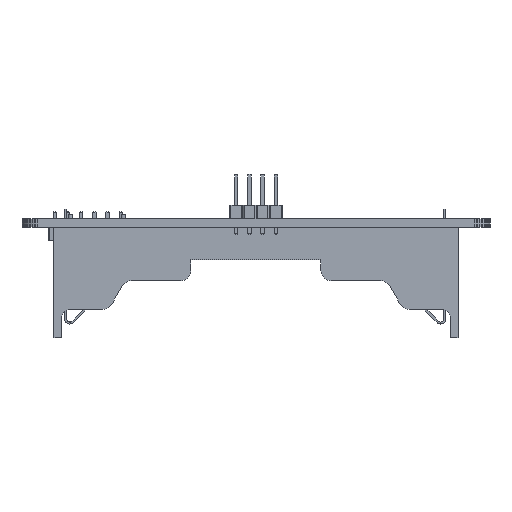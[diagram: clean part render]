
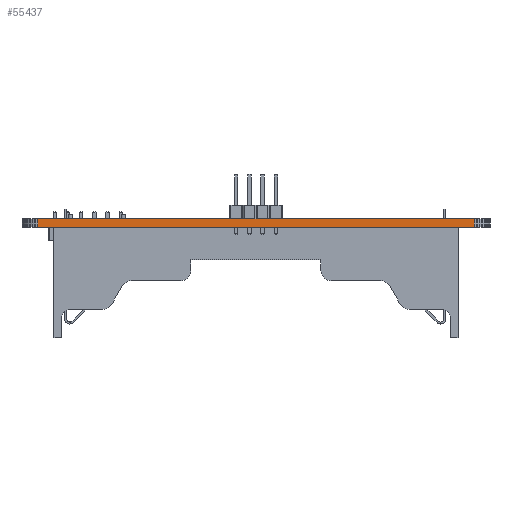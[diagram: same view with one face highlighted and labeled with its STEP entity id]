
A CAD part, front view. The second image highlights one B-rep face of the part: STEP entity #55437.
In plain terms, the highlighted planar face has unit normal (0, -1, 0).
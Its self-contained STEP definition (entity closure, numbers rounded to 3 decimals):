
#39528 = PLANE('',#39529);
#39529 = AXIS2_PLACEMENT_3D('',#39530,#39531,#39532);
#39530 = CARTESIAN_POINT('',(143.,-95.848,1.6));
#39531 = DIRECTION('',(-0.,-0.,-1.));
#39532 = DIRECTION('',(-1.,0.,0.));
#39582 = PLANE('',#39583);
#39583 = AXIS2_PLACEMENT_3D('',#39584,#39585,#39586);
#39584 = CARTESIAN_POINT('',(143.,-95.848,0.));
#39585 = DIRECTION('',(-0.,-0.,-1.));
#39586 = DIRECTION('',(-1.,0.,0.));
#40447 = VERTEX_POINT('',#40448);
#40448 = CARTESIAN_POINT('',(185.,-162.348,0.));
#40462 = PLANE('',#40463);
#40463 = AXIS2_PLACEMENT_3D('',#40464,#40465,#40466);
#40464 = CARTESIAN_POINT('',(185.336,-162.329,0.));
#40465 = DIRECTION('',(0.056,-0.998,0.));
#40466 = DIRECTION('',(-0.998,-0.056,0.));
#40474 = EDGE_CURVE('',#40447,#40475,#40477,.T.);
#40475 = VERTEX_POINT('',#40476);
#40476 = CARTESIAN_POINT('',(101.,-162.348,0.));
#40477 = SURFACE_CURVE('',#40478,(#40482,#40489),.PCURVE_S1.);
#40478 = LINE('',#40479,#40480);
#40479 = CARTESIAN_POINT('',(185.,-162.348,0.));
#40480 = VECTOR('',#40481,1.);
#40481 = DIRECTION('',(-1.,0.,0.));
#40482 = PCURVE('',#39582,#40483);
#40483 = DEFINITIONAL_REPRESENTATION('',(#40484),#40488);
#40484 = LINE('',#40485,#40486);
#40485 = CARTESIAN_POINT('',(-42.,-66.5));
#40486 = VECTOR('',#40487,1.);
#40487 = DIRECTION('',(1.,0.));
#40488 = ( GEOMETRIC_REPRESENTATION_CONTEXT(2) 
PARAMETRIC_REPRESENTATION_CONTEXT() REPRESENTATION_CONTEXT('2D SPACE',''
  ) );
#40489 = PCURVE('',#40490,#40495);
#40490 = PLANE('',#40491);
#40491 = AXIS2_PLACEMENT_3D('',#40492,#40493,#40494);
#40492 = CARTESIAN_POINT('',(185.,-162.348,0.));
#40493 = DIRECTION('',(0.,-1.,0.));
#40494 = DIRECTION('',(-1.,0.,0.));
#40495 = DEFINITIONAL_REPRESENTATION('',(#40496),#40500);
#40496 = LINE('',#40497,#40498);
#40497 = CARTESIAN_POINT('',(0.,-0.));
#40498 = VECTOR('',#40499,1.);
#40499 = DIRECTION('',(1.,0.));
#40500 = ( GEOMETRIC_REPRESENTATION_CONTEXT(2) 
PARAMETRIC_REPRESENTATION_CONTEXT() REPRESENTATION_CONTEXT('2D SPACE',''
  ) );
#40518 = PLANE('',#40519);
#40519 = AXIS2_PLACEMENT_3D('',#40520,#40521,#40522);
#40520 = CARTESIAN_POINT('',(101.,-162.348,0.));
#40521 = DIRECTION('',(-0.056,-0.998,0.));
#40522 = DIRECTION('',(-0.998,0.056,0.));
#48225 = VERTEX_POINT('',#48226);
#48226 = CARTESIAN_POINT('',(185.,-162.348,1.6));
#48247 = EDGE_CURVE('',#48225,#48248,#48250,.T.);
#48248 = VERTEX_POINT('',#48249);
#48249 = CARTESIAN_POINT('',(101.,-162.348,1.6));
#48250 = SURFACE_CURVE('',#48251,(#48255,#48262),.PCURVE_S1.);
#48251 = LINE('',#48252,#48253);
#48252 = CARTESIAN_POINT('',(185.,-162.348,1.6));
#48253 = VECTOR('',#48254,1.);
#48254 = DIRECTION('',(-1.,0.,0.));
#48255 = PCURVE('',#39528,#48256);
#48256 = DEFINITIONAL_REPRESENTATION('',(#48257),#48261);
#48257 = LINE('',#48258,#48259);
#48258 = CARTESIAN_POINT('',(-42.,-66.5));
#48259 = VECTOR('',#48260,1.);
#48260 = DIRECTION('',(1.,0.));
#48261 = ( GEOMETRIC_REPRESENTATION_CONTEXT(2) 
PARAMETRIC_REPRESENTATION_CONTEXT() REPRESENTATION_CONTEXT('2D SPACE',''
  ) );
#48262 = PCURVE('',#40490,#48263);
#48263 = DEFINITIONAL_REPRESENTATION('',(#48264),#48268);
#48264 = LINE('',#48265,#48266);
#48265 = CARTESIAN_POINT('',(0.,-1.6));
#48266 = VECTOR('',#48267,1.);
#48267 = DIRECTION('',(1.,0.));
#48268 = ( GEOMETRIC_REPRESENTATION_CONTEXT(2) 
PARAMETRIC_REPRESENTATION_CONTEXT() REPRESENTATION_CONTEXT('2D SPACE',''
  ) );
#55389 = EDGE_CURVE('',#40447,#48225,#55390,.T.);
#55390 = SURFACE_CURVE('',#55391,(#55395,#55402),.PCURVE_S1.);
#55391 = LINE('',#55392,#55393);
#55392 = CARTESIAN_POINT('',(185.,-162.348,0.));
#55393 = VECTOR('',#55394,1.);
#55394 = DIRECTION('',(0.,0.,1.));
#55395 = PCURVE('',#40462,#55396);
#55396 = DEFINITIONAL_REPRESENTATION('',(#55397),#55401);
#55397 = LINE('',#55398,#55399);
#55398 = CARTESIAN_POINT('',(0.336,0.));
#55399 = VECTOR('',#55400,1.);
#55400 = DIRECTION('',(0.,-1.));
#55401 = ( GEOMETRIC_REPRESENTATION_CONTEXT(2) 
PARAMETRIC_REPRESENTATION_CONTEXT() REPRESENTATION_CONTEXT('2D SPACE',''
  ) );
#55402 = PCURVE('',#40490,#55403);
#55403 = DEFINITIONAL_REPRESENTATION('',(#55404),#55408);
#55404 = LINE('',#55405,#55406);
#55405 = CARTESIAN_POINT('',(0.,-0.));
#55406 = VECTOR('',#55407,1.);
#55407 = DIRECTION('',(0.,-1.));
#55408 = ( GEOMETRIC_REPRESENTATION_CONTEXT(2) 
PARAMETRIC_REPRESENTATION_CONTEXT() REPRESENTATION_CONTEXT('2D SPACE',''
  ) );
#55437 = ADVANCED_FACE('',(#55438),#40490,.T.);
#55438 = FACE_BOUND('',#55439,.T.);
#55439 = EDGE_LOOP('',(#55440,#55441,#55442,#55463));
#55440 = ORIENTED_EDGE('',*,*,#55389,.T.);
#55441 = ORIENTED_EDGE('',*,*,#48247,.T.);
#55442 = ORIENTED_EDGE('',*,*,#55443,.F.);
#55443 = EDGE_CURVE('',#40475,#48248,#55444,.T.);
#55444 = SURFACE_CURVE('',#55445,(#55449,#55456),.PCURVE_S1.);
#55445 = LINE('',#55446,#55447);
#55446 = CARTESIAN_POINT('',(101.,-162.348,0.));
#55447 = VECTOR('',#55448,1.);
#55448 = DIRECTION('',(0.,0.,1.));
#55449 = PCURVE('',#40490,#55450);
#55450 = DEFINITIONAL_REPRESENTATION('',(#55451),#55455);
#55451 = LINE('',#55452,#55453);
#55452 = CARTESIAN_POINT('',(84.,0.));
#55453 = VECTOR('',#55454,1.);
#55454 = DIRECTION('',(0.,-1.));
#55455 = ( GEOMETRIC_REPRESENTATION_CONTEXT(2) 
PARAMETRIC_REPRESENTATION_CONTEXT() REPRESENTATION_CONTEXT('2D SPACE',''
  ) );
#55456 = PCURVE('',#40518,#55457);
#55457 = DEFINITIONAL_REPRESENTATION('',(#55458),#55462);
#55458 = LINE('',#55459,#55460);
#55459 = CARTESIAN_POINT('',(0.,0.));
#55460 = VECTOR('',#55461,1.);
#55461 = DIRECTION('',(0.,-1.));
#55462 = ( GEOMETRIC_REPRESENTATION_CONTEXT(2) 
PARAMETRIC_REPRESENTATION_CONTEXT() REPRESENTATION_CONTEXT('2D SPACE',''
  ) );
#55463 = ORIENTED_EDGE('',*,*,#40474,.F.);
